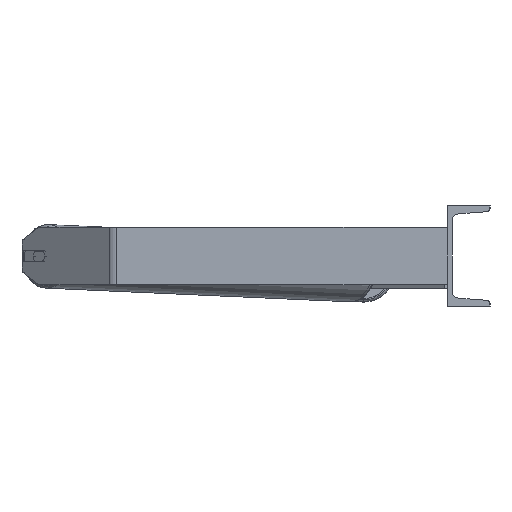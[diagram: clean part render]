
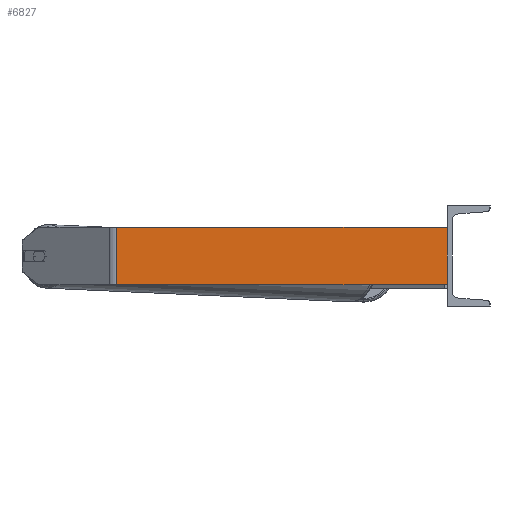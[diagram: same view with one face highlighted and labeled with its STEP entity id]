
A CAD part, left-side view. The second image highlights one B-rep face of the part: STEP entity #6827.
In plain terms, the highlighted planar face has unit normal (-1, 0, 0).
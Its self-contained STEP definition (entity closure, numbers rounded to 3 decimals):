
#321 = EDGE_LOOP ( 'NONE', ( #4111, #6318, #4678, #5916 ) ) ;
#322 = DIRECTION ( 'NONE',  ( 0., 0., -1. ) ) ;
#375 = VECTOR ( 'NONE', #8674, 1000. ) ;
#548 = DIRECTION ( 'NONE',  ( 0., 0., -1. ) ) ;
#1019 = VERTEX_POINT ( 'NONE', #8743 ) ;
#1558 = LINE ( 'NONE', #6893, #6186 ) ;
#1594 = CARTESIAN_POINT ( 'NONE',  ( -985., 461.803, -40. ) ) ;
#1983 = PLANE ( 'NONE',  #2490 ) ;
#2004 = CARTESIAN_POINT ( 'NONE',  ( -985., 0., 40. ) ) ;
#2181 = CARTESIAN_POINT ( 'NONE',  ( -985., 0., 40. ) ) ;
#2490 = AXIS2_PLACEMENT_3D ( 'NONE', #5278, #2596, #322 ) ;
#2596 = DIRECTION ( 'NONE',  ( 1., 0., 0. ) ) ;
#3212 = FACE_OUTER_BOUND ( 'NONE', #321, .T. ) ;
#3816 = VERTEX_POINT ( 'NONE', #6063 ) ;
#3915 = LINE ( 'NONE', #6766, #4031 ) ;
#4031 = VECTOR ( 'NONE', #548, 1000. ) ;
#4111 = ORIENTED_EDGE ( 'NONE', *, *, #8534, .T. ) ;
#4678 = ORIENTED_EDGE ( 'NONE', *, *, #5691, .F. ) ;
#4741 = EDGE_CURVE ( 'NONE', #6434, #1019, #6614, .T. ) ;
#4813 = VECTOR ( 'NONE', #6299, 1000. ) ;
#5088 = EDGE_CURVE ( 'NONE', #3816, #8939, #3915, .T. ) ;
#5278 = CARTESIAN_POINT ( 'NONE',  ( -985., 467.627, 40. ) ) ;
#5691 = EDGE_CURVE ( 'NONE', #3816, #6434, #1558, .T. ) ;
#5916 = ORIENTED_EDGE ( 'NONE', *, *, #5088, .T. ) ;
#6063 = CARTESIAN_POINT ( 'NONE',  ( -985., 461.803, 40. ) ) ;
#6186 = VECTOR ( 'NONE', #8994, 1000. ) ;
#6299 = DIRECTION ( 'NONE',  ( 0., -1., 0. ) ) ;
#6318 = ORIENTED_EDGE ( 'NONE', *, *, #4741, .F. ) ;
#6434 = VERTEX_POINT ( 'NONE', #2181 ) ;
#6614 = LINE ( 'NONE', #2004, #375 ) ;
#6766 = CARTESIAN_POINT ( 'NONE',  ( -985., 461.803, 40. ) ) ;
#6827 = ADVANCED_FACE ( 'NONE', ( #3212 ), #1983, .F. ) ;
#6893 = CARTESIAN_POINT ( 'NONE',  ( -985., 467.627, 40. ) ) ;
#7017 = CARTESIAN_POINT ( 'NONE',  ( -985., 467.627, -40. ) ) ;
#7673 = LINE ( 'NONE', #7017, #4813 ) ;
#8534 = EDGE_CURVE ( 'NONE', #8939, #1019, #7673, .T. ) ;
#8674 = DIRECTION ( 'NONE',  ( 0., 0., -1. ) ) ;
#8743 = CARTESIAN_POINT ( 'NONE',  ( -985., 0., -40. ) ) ;
#8939 = VERTEX_POINT ( 'NONE', #1594 ) ;
#8994 = DIRECTION ( 'NONE',  ( 0., -1., 0. ) ) ;
